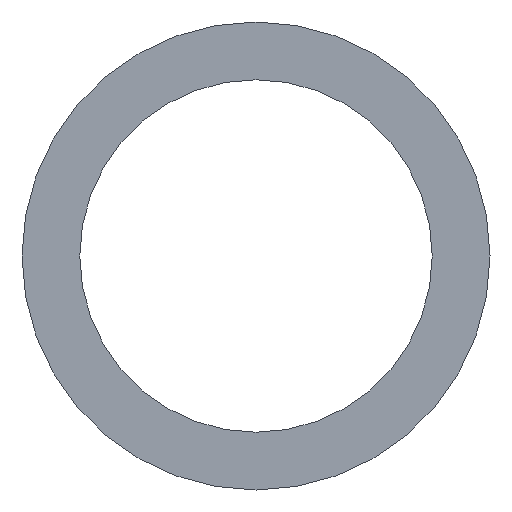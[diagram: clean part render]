
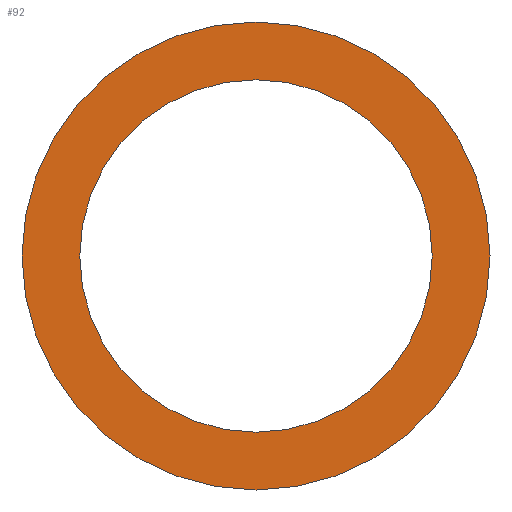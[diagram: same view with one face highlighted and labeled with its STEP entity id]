
A CAD part, left-side view. The second image highlights one B-rep face of the part: STEP entity #92.
In plain terms, the highlighted planar face has unit normal (-1, 0, 0).
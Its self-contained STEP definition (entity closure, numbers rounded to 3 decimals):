
#72 = VERTEX_POINT( '', #184 );
#76 = VERTEX_POINT( '', #188 );
#80 = EDGE_CURVE( '', #154, #72, #192, .T. );
#92 = ADVANCED_FACE( '', ( #205, #206 ), #207, .T. );
#116 = EDGE_CURVE( '', #72, #154, #233, .T. );
#126 = EDGE_CURVE( '', #76, #150, #243, .T. );
#146 = EDGE_CURVE( '', #150, #76, #267, .T. );
#150 = VERTEX_POINT( '', #271 );
#154 = VERTEX_POINT( '', #275 );
#184 = CARTESIAN_POINT( '', ( -170., -220.3, 0. ) );
#188 = CARTESIAN_POINT( '', ( -170., -292.5, 0. ) );
#192 = CIRCLE( '', #312, 220.3 );
#205 = FACE_BOUND( '', #327, .T. );
#206 = FACE_OUTER_BOUND( '', #328, .T. );
#207 = PLANE( '', #329 );
#233 = CIRCLE( '', #364, 220.3 );
#243 = CIRCLE( '', #375, 292.5 );
#267 = CIRCLE( '', #406, 292.5 );
#271 = CARTESIAN_POINT( '', ( -170., 292.5, 0. ) );
#275 = CARTESIAN_POINT( '', ( -170., 220.3, 0. ) );
#312 = AXIS2_PLACEMENT_3D( '', #443, #444, #445 );
#327 = EDGE_LOOP( '', ( #456, #457 ) );
#328 = EDGE_LOOP( '', ( #458, #459 ) );
#329 = AXIS2_PLACEMENT_3D( '', #460, #461, #462 );
#364 = AXIS2_PLACEMENT_3D( '', #488, #489, #490 );
#375 = AXIS2_PLACEMENT_3D( '', #495, #496, #497 );
#406 = AXIS2_PLACEMENT_3D( '', #543, #544, #545 );
#443 = CARTESIAN_POINT( '', ( -170., 0., 0. ) );
#444 = DIRECTION( '', ( -1., 0., 0. ) );
#445 = DIRECTION( '', ( 0., 1., 0. ) );
#456 = ORIENTED_EDGE( '', *, *, #80, .F. );
#457 = ORIENTED_EDGE( '', *, *, #116, .F. );
#458 = ORIENTED_EDGE( '', *, *, #146, .T. );
#459 = ORIENTED_EDGE( '', *, *, #126, .T. );
#460 = CARTESIAN_POINT( '', ( -170., 256.4, 0. ) );
#461 = DIRECTION( '', ( -1., 0., 0. ) );
#462 = DIRECTION( '', ( 0., 1., 0. ) );
#488 = CARTESIAN_POINT( '', ( -170., 0., 0. ) );
#489 = DIRECTION( '', ( -1., 0., 0. ) );
#490 = DIRECTION( '', ( 0., 1., 0. ) );
#495 = CARTESIAN_POINT( '', ( -170., 0., 0. ) );
#496 = DIRECTION( '', ( -1., 0., 0. ) );
#497 = DIRECTION( '', ( 0., 1., 0. ) );
#543 = CARTESIAN_POINT( '', ( -170., 0., 0. ) );
#544 = DIRECTION( '', ( -1., 0., 0. ) );
#545 = DIRECTION( '', ( 0., 1., 0. ) );
